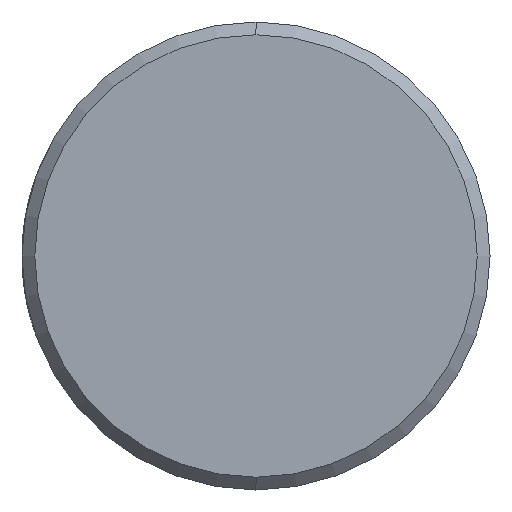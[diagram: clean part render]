
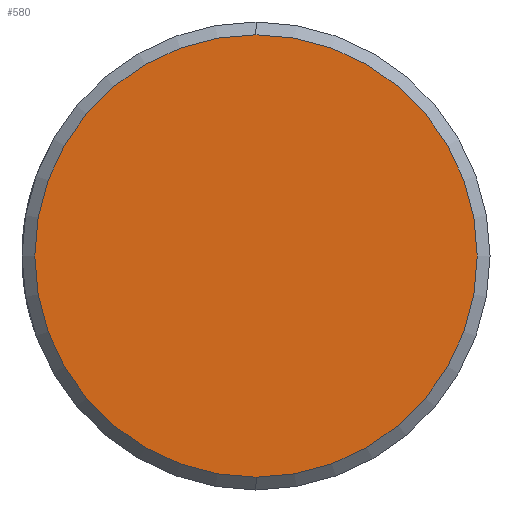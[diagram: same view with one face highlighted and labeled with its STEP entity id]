
A CAD part, left-side view. The second image highlights one B-rep face of the part: STEP entity #580.
In plain terms, the highlighted planar face has unit normal (-1, 0, 0).
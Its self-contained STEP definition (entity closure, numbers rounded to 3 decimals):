
#23 = DIRECTION ( 'NONE',  ( 0., 0., 1. ) ) ;
#47 = CARTESIAN_POINT ( 'NONE',  ( -5., 0., 5.2 ) ) ;
#51 = VERTEX_POINT ( 'NONE', #144 ) ;
#144 = CARTESIAN_POINT ( 'NONE',  ( -5., 0., -5.2 ) ) ;
#152 = VERTEX_POINT ( 'NONE', #47 ) ;
#178 = ORIENTED_EDGE ( 'NONE', *, *, #693, .T. ) ;
#186 = AXIS2_PLACEMENT_3D ( 'NONE', #984, #1293, #697 ) ;
#300 = EDGE_CURVE ( 'NONE', #152, #51, #518, .T. ) ;
#330 = CIRCLE ( 'NONE', #662, 5.2 ) ;
#449 = FACE_OUTER_BOUND ( 'NONE', #1223, .T. ) ;
#518 = CIRCLE ( 'NONE', #783, 5.2 ) ;
#580 = ADVANCED_FACE ( 'NONE', ( #449 ), #776, .T. ) ;
#618 = DIRECTION ( 'NONE',  ( 0., 0., 1. ) ) ;
#659 = DIRECTION ( 'NONE',  ( -1., 0., 0. ) ) ;
#662 = AXIS2_PLACEMENT_3D ( 'NONE', #1259, #659, #23 ) ;
#693 = EDGE_CURVE ( 'NONE', #51, #152, #330, .T. ) ;
#697 = DIRECTION ( 'NONE',  ( 0., 0., 1. ) ) ;
#744 = DIRECTION ( 'NONE',  ( -1., 0., 0. ) ) ;
#776 = PLANE ( 'NONE',  #186 ) ;
#783 = AXIS2_PLACEMENT_3D ( 'NONE', #826, #744, #618 ) ;
#826 = CARTESIAN_POINT ( 'NONE',  ( -5., 0., 0. ) ) ;
#872 = ORIENTED_EDGE ( 'NONE', *, *, #300, .T. ) ;
#984 = CARTESIAN_POINT ( 'NONE',  ( -5., 0., 0. ) ) ;
#1223 = EDGE_LOOP ( 'NONE', ( #178, #872 ) ) ;
#1259 = CARTESIAN_POINT ( 'NONE',  ( -5., 0., 0. ) ) ;
#1293 = DIRECTION ( 'NONE',  ( -1., 0., 0. ) ) ;
